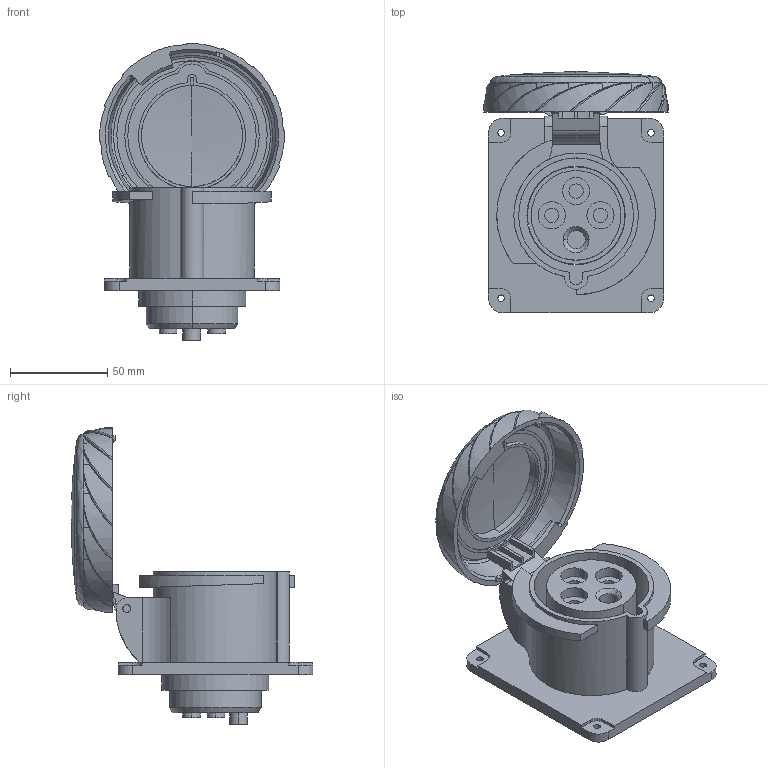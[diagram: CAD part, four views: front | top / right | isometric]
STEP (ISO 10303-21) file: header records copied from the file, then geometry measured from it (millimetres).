
FILE_DESCRIPTION((''),'2;1');
FILE_NAME('PKF32G734_3D-SIMPLIFIED_ASM','2023-02-14T12:48:46',('melanie.cordero'),(''),'CREO PARAMETRIC BY PTC INC, 2018260','CREO PARAMETRIC BY PTC INC, 2018260','');
FILE_SCHEMA(('CONFIG_CONTROL_DESIGN'));
Length unit declared in the file: millimetre
Products named in the file (6): PRT05_01; PRT05_02; PRT05_03; PRT05_04; PRT05_05; PKF32G734_3D-SIMPLIFIED_ASM
Assembly tree (5 placements, depth 2):
  PKF32G734_3D-SIMPLIFIED_ASM
    PRT05_01
    PRT05_02
    PRT05_03
    PRT05_04
    PRT05_05
Bounding box: 94.9 x 124.03 x 152.45 mm (x, y, z)
Volume: 242104.4 mm3; surface area: 95177.2 mm2
Topology: 5 solids, 5 shells, 358 faces, 970 edges, 640 vertices
Faces by surface type: cylinder 134, plane 116, bspline 74, torus 14, cone 12, sphere 8
Entity records: 16809 total; most frequent: CARTESIAN_POINT 7976, ORIENTED_EDGE 1924, DIRECTION 1724, EDGE_CURVE 962, AXIS2_PLACEMENT_3D 694, VERTEX_POINT 640, EDGE_LOOP 402, CIRCLE 399
